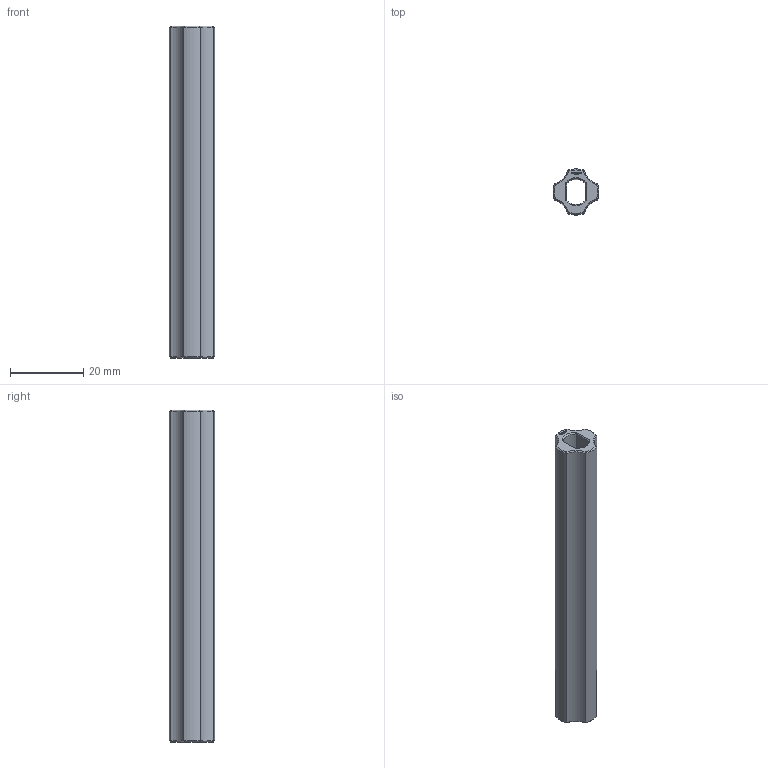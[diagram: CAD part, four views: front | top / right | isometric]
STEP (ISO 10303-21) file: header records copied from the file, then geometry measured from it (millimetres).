
FILE_DESCRIPTION(('FreeCAD Model'),'2;1');
FILE_NAME('Open CASCADE Shape Model','2024-01-01T12:34:02',(''),(''), 'Open CASCADE STEP processor 7.6','FreeCAD','Unknown');
FILE_SCHEMA(('AUTOMOTIVE_DESIGN { 1 0 10303 214 1 1 1 1 }'));
Length unit declared in the file: millimetre
Products named in the file (1): Spacer FXD BU01.00x07.25 - SPN-SPR-0032 (stemfie.org)
Bounding box: 12.47 x 12.47 x 90.62 mm (x, y, z)
Volume: 6632 mm3; surface area: 5625.7 mm2
Topology: 1 solids, 1 shells, 551 faces, 1527 edges, 1010 vertices
Faces by surface type: plane 313, extrusion 208, cone 20, cylinder 10
Entity records: 37666 total; most frequent: CARTESIAN_POINT 8423, DIRECTION 4669, VECTOR 3825, LINE 3617, ORIENTED_EDGE 3054, PCURVE 3054, DEFINITIONAL_REPRESENTATION 3054, EDGE_CURVE 1527
